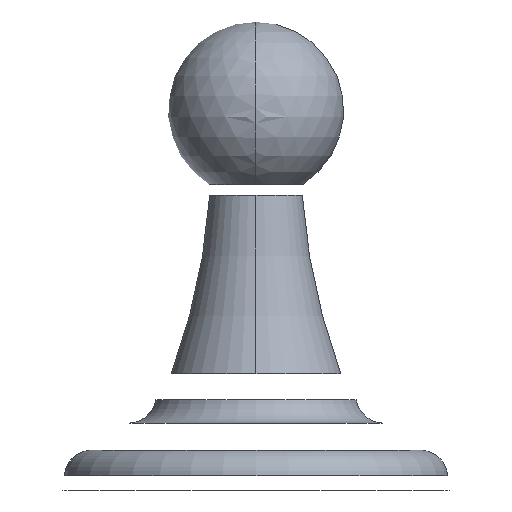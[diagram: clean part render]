
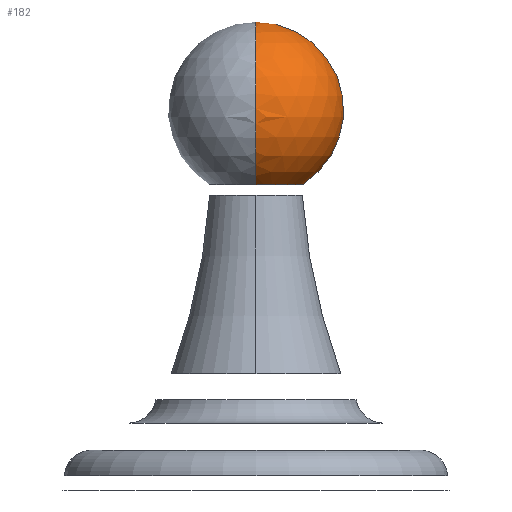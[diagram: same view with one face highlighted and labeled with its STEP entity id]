
A CAD part, left-side view. The second image highlights one B-rep face of the part: STEP entity #182.
In plain terms, the highlighted spherical face has radius 14.857 mm.
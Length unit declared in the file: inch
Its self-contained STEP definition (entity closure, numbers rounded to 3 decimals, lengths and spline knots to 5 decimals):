
#12=CARTESIAN_POINT('',(0.,0.,1.427));
#13=DIRECTION('',(0.,0.,-1.));
#14=DIRECTION('',(1.,0.,0.));
#15=AXIS2_PLACEMENT_3D('',#12,#13,#14);
#17=CARTESIAN_POINT('',(0.49098,0.,2.2425));
#18=CARTESIAN_POINT('',(0.49098,-0.01673,2.2425));
#19=CARTESIAN_POINT('',(0.49098,-0.04918,2.23992));
#20=CARTESIAN_POINT('',(0.49099,-0.09661,2.22872));
#21=CARTESIAN_POINT('',(0.49101,-0.14081,2.21087));
#22=CARTESIAN_POINT('',(0.49103,-0.18147,2.18695));
#23=CARTESIAN_POINT('',(0.49106,-0.21845,2.15706));
#24=CARTESIAN_POINT('',(0.49107,-0.25148,2.12096));
#25=CARTESIAN_POINT('',(0.49117,-0.27947,2.07848));
#26=CARTESIAN_POINT('',(0.49105,-0.29358,2.04728));
#27=CARTESIAN_POINT('',(0.49105,-0.29944,2.03071));
#29=CARTESIAN_POINT('',(0.49098,0.,1.92458));
#30=DIRECTION('',(-1.,0.,0.));
#31=DIRECTION('',(0.,0.,-1.));
#32=AXIS2_PLACEMENT_3D('',#29,#30,#31);
#54=CARTESIAN_POINT('',(0.,0.,1.92458));
#55=DIRECTION('',(0.,-1.,0.));
#56=DIRECTION('',(0.526,0.,-0.851));
#57=AXIS2_PLACEMENT_3D('',#54,#55,#56);
#82=CARTESIAN_POINT('',(0.,0.,1.92458));
#83=DIRECTION('',(0.,-1.,0.));
#84=DIRECTION('',(0.839,0.,0.544));
#85=AXIS2_PLACEMENT_3D('',#82,#83,#84);
#87=CARTESIAN_POINT('',(0.,0.,1.92458));
#88=DIRECTION('',(0.,1.,0.));
#89=DIRECTION('',(-0.526,0.,-0.851));
#90=AXIS2_PLACEMENT_3D('',#87,#88,#89);
#125=CARTESIAN_POINT('',(-0.3075,0.,1.427));
#126=CARTESIAN_POINT('',(0.,0.,2.5095));
#127=VERTEX_POINT('',#125);
#128=VERTEX_POINT('',#126);
#133=CARTESIAN_POINT('',(0.3075,0.,1.427));
#134=VERTEX_POINT('',#133);
#135=CARTESIAN_POINT('',(0.49098,0.,1.60665));
#136=VERTEX_POINT('',#135);
#137=CARTESIAN_POINT('',(0.49098,0.,2.2425));
#138=VERTEX_POINT('',#137);
#143=VERTEX_POINT('',#27);
#163=CARTESIAN_POINT('',(0.,0.,1.92458));
#164=DIRECTION('',(0.,0.,-1.));
#165=DIRECTION('',(-1.,0.,0.));
#166=AXIS2_PLACEMENT_3D('',#163,#164,#165);
#167=SPHERICAL_SURFACE('',#166,0.58492);
#169=ORIENTED_EDGE('',*,*,#168,.F.);
#171=ORIENTED_EDGE('',*,*,#170,.T.);
#173=ORIENTED_EDGE('',*,*,#172,.T.);
#175=ORIENTED_EDGE('',*,*,#174,.F.);
#177=ORIENTED_EDGE('',*,*,#176,.T.);
#179=ORIENTED_EDGE('',*,*,#178,.F.);
#180=EDGE_LOOP('',(#169,#171,#173,#175,#177,#179));
#181=FACE_OUTER_BOUND('',#180,.F.);
#182=ADVANCED_FACE('',(#181),#167,.T.);
#16=CIRCLE('',#15,0.3075);
#28=B_SPLINE_CURVE_WITH_KNOTS('',3,(#17,#18,#19,#20,#21,#22,#23,#24,#25,#26,
#27),.UNSPECIFIED.,.F.,.F.,(4,1,1,1,1,1,1,1,4),(0.,0.125,0.25,0.375,
0.5,0.625,0.75,0.875,1.),.UNSPECIFIED.);
#33=CIRCLE('',#32,0.31792);
#58=CIRCLE('',#57,0.58492);
#86=CIRCLE('',#85,0.58492);
#91=CIRCLE('',#90,0.58492);
#168=EDGE_CURVE('',#134,#136,#58,.T.);
#170=EDGE_CURVE('',#134,#127,#16,.T.);
#172=EDGE_CURVE('',#127,#128,#91,.T.);
#174=EDGE_CURVE('',#138,#128,#86,.T.);
#176=EDGE_CURVE('',#138,#143,#28,.T.);
#178=EDGE_CURVE('',#136,#143,#33,.T.);
